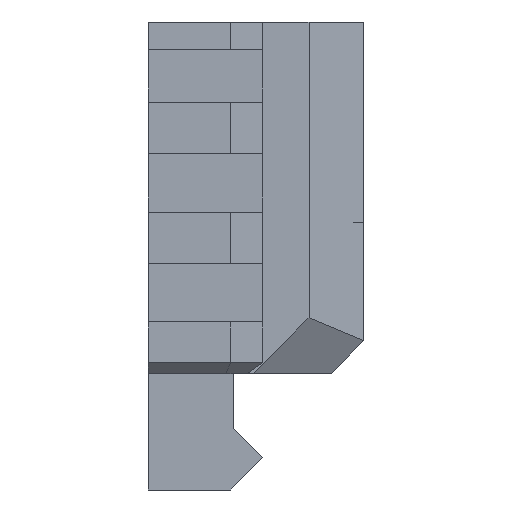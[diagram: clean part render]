
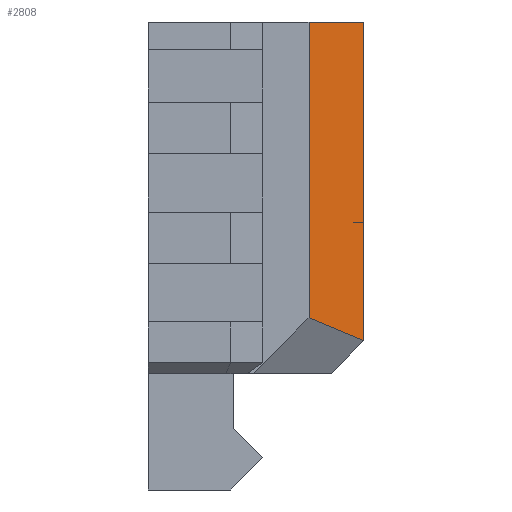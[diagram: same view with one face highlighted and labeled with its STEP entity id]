
A CAD part, front view. The second image highlights one B-rep face of the part: STEP entity #2808.
In plain terms, the highlighted planar face has unit normal (0.707, -0.707, 0).
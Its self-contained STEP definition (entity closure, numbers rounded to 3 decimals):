
#568=CARTESIAN_POINT('',(14.65,-40.,72.));
#569=VERTEX_POINT('',#568);
#576=CARTESIAN_POINT('',(19.65,-35.,72.));
#577=VERTEX_POINT('',#576);
#578=CARTESIAN_POINT('',(14.65,-40.,72.));
#579=DIRECTION('',(0.707,0.707,-0.));
#580=VECTOR('',#579,7.071);
#581=LINE('',#578,#580);
#582=EDGE_CURVE('',#569,#577,#581,.T.);
#1181=CARTESIAN_POINT('',(19.65,-35.,53.757));
#1182=VERTEX_POINT('',#1181);
#1189=CARTESIAN_POINT('',(19.65,-35.,43.));
#1190=VERTEX_POINT('',#1189);
#1191=CARTESIAN_POINT('',(19.65,-35.,53.757));
#1192=DIRECTION('',(0.,0.,-1.));
#1193=VECTOR('',#1192,10.757);
#1194=LINE('',#1191,#1193);
#1195=EDGE_CURVE('',#1182,#1190,#1194,.T.);
#2768=CARTESIAN_POINT('',(19.65,-35.,72.));
#2769=DIRECTION('',(0.,0.,-1.));
#2770=VECTOR('',#2769,18.243);
#2771=LINE('',#2768,#2770);
#2772=EDGE_CURVE('',#577,#1182,#2771,.T.);
#2784=CARTESIAN_POINT('',(14.65,-40.,56.));
#2785=DIRECTION('',(-0.707,0.707,0.));
#2786=DIRECTION('',(0.,0.,1.));
#2787=AXIS2_PLACEMENT_3D('',#2784,#2785,#2786);
#2788=PLANE('',#2787);
#2789=ORIENTED_EDGE('',*,*,#582,.F.);
#2790=CARTESIAN_POINT('',(14.65,-40.,45.071));
#2791=VERTEX_POINT('',#2790);
#2792=CARTESIAN_POINT('',(14.65,-40.,45.071));
#2793=DIRECTION('',(0.,0.,1.));
#2794=VECTOR('',#2793,26.929);
#2795=LINE('',#2792,#2794);
#2796=EDGE_CURVE('',#2791,#569,#2795,.T.);
#2797=ORIENTED_EDGE('',*,*,#2796,.F.);
#2798=CARTESIAN_POINT('',(19.65,-35.,43.));
#2799=DIRECTION('',(-0.679,-0.679,0.281));
#2800=VECTOR('',#2799,7.368);
#2801=LINE('',#2798,#2800);
#2802=EDGE_CURVE('',#1190,#2791,#2801,.T.);
#2803=ORIENTED_EDGE('',*,*,#2802,.F.);
#2804=ORIENTED_EDGE('',*,*,#1195,.F.);
#2805=ORIENTED_EDGE('',*,*,#2772,.F.);
#2806=EDGE_LOOP('',(#2789,#2797,#2803,#2804,#2805));
#2807=FACE_BOUND('',#2806,.T.);
#2808=ADVANCED_FACE('',(#2807),#2788,.F.);
